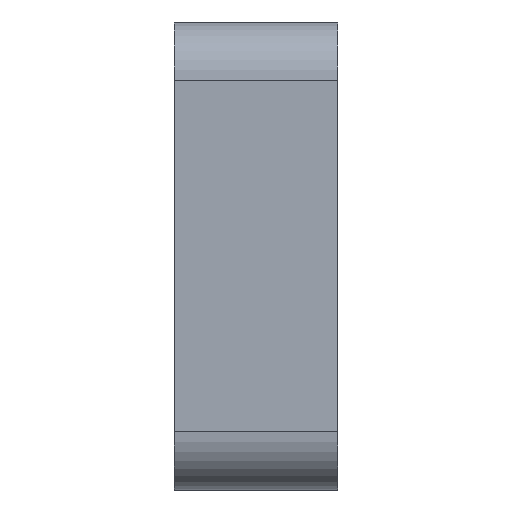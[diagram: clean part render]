
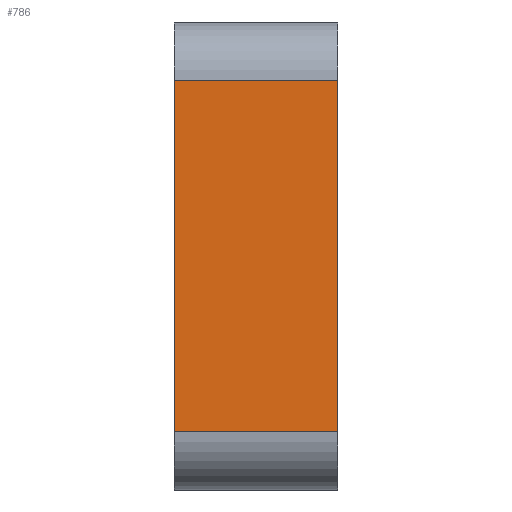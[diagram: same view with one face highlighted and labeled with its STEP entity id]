
A CAD part, left-side view. The second image highlights one B-rep face of the part: STEP entity #786.
In plain terms, the highlighted planar face has unit normal (-1, 0, 0).
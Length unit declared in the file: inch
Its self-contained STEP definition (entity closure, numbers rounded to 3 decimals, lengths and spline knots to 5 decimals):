
#90=FACE_OUTER_BOUND('',#138,.T.);
#138=EDGE_LOOP('',(#697,#698,#699,#700));
#168=LINE('',#1143,#256);
#169=LINE('',#1147,#257);
#188=LINE('',#1203,#276);
#227=LINE('',#1302,#315);
#256=VECTOR('',#917,0.3937);
#257=VECTOR('',#922,0.3937);
#276=VECTOR('',#963,0.3937);
#315=VECTOR('',#1076,0.3937);
#337=VERTEX_POINT('',#1140);
#338=VERTEX_POINT('',#1142);
#339=VERTEX_POINT('',#1146);
#364=VERTEX_POINT('',#1199);
#417=EDGE_CURVE('',#337,#338,#168,.T.);
#419=EDGE_CURVE('',#339,#338,#169,.T.);
#448=EDGE_CURVE('',#339,#364,#188,.T.);
#495=EDGE_CURVE('',#364,#337,#227,.T.);
#697=ORIENTED_EDGE('',*,*,#417,.F.);
#698=ORIENTED_EDGE('',*,*,#495,.F.);
#699=ORIENTED_EDGE('',*,*,#448,.F.);
#700=ORIENTED_EDGE('',*,*,#419,.T.);
#743=PLANE('',#863);
#786=ADVANCED_FACE('',(#90),#743,.T.);
#863=AXIS2_PLACEMENT_3D('',#1301,#1074,#1075);
#917=DIRECTION('',(0.,1.,0.));
#922=DIRECTION('',(0.,0.,-1.));
#963=DIRECTION('',(0.,-1.,0.));
#1074=DIRECTION('center_axis',(-1.,0.,0.));
#1075=DIRECTION('ref_axis',(0.,0.,-1.));
#1076=DIRECTION('',(0.,0.,-1.));
#1140=CARTESIAN_POINT('',(-4.65,-0.7,-0.75));
#1142=CARTESIAN_POINT('',(-4.65,0.,-0.75));
#1143=CARTESIAN_POINT('',(-4.65,0.,-0.75));
#1146=CARTESIAN_POINT('',(-4.65,0.,0.75));
#1147=CARTESIAN_POINT('',(-4.65,0.,1.));
#1199=CARTESIAN_POINT('',(-4.65,-0.7,0.75));
#1203=CARTESIAN_POINT('',(-4.65,0.,0.75));
#1301=CARTESIAN_POINT('Origin',(-4.65,0.,1.));
#1302=CARTESIAN_POINT('',(-4.65,-0.7,1.));
